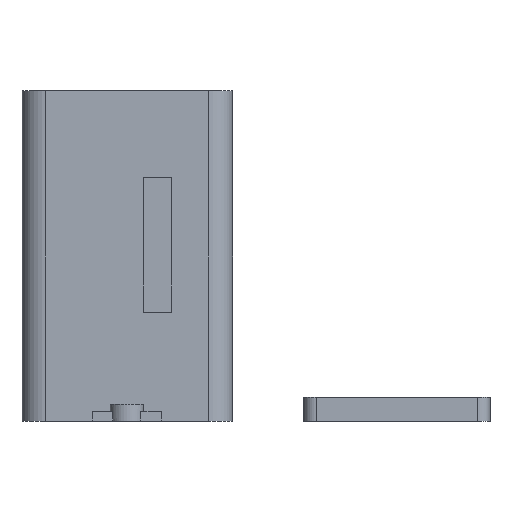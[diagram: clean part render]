
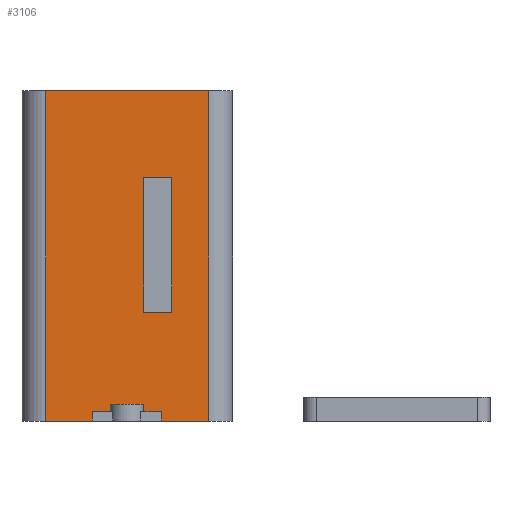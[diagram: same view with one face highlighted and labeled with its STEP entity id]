
A CAD part, left-side view. The second image highlights one B-rep face of the part: STEP entity #3106.
In plain terms, the highlighted planar face has unit normal (-1, 0, 0).
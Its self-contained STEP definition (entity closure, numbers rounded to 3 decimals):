
#61=FACE_BOUND('',#339,.T.);
#154=FACE_OUTER_BOUND('',#338,.T.);
#338=EDGE_LOOP('',(#2371,#2372,#2373,#2374));
#339=EDGE_LOOP('',(#2375,#2376,#2377,#2378));
#693=LINE('',#5087,#1041);
#701=LINE('',#5104,#1049);
#747=LINE('',#5252,#1095);
#748=LINE('',#5253,#1096);
#749=LINE('',#5256,#1097);
#750=LINE('',#5258,#1098);
#751=LINE('',#5260,#1099);
#752=LINE('',#5261,#1100);
#1041=VECTOR('',#3832,10.);
#1049=VECTOR('',#3844,1000.);
#1095=VECTOR('',#3952,10.);
#1096=VECTOR('',#3953,10.);
#1097=VECTOR('',#3954,1000.);
#1098=VECTOR('',#3955,10.);
#1099=VECTOR('',#3956,1000.);
#1100=VECTOR('',#3957,10.);
#1424=VERTEX_POINT('',#5080);
#1427=VERTEX_POINT('',#5085);
#1434=VERTEX_POINT('',#5103);
#1505=VERTEX_POINT('',#5251);
#1506=VERTEX_POINT('',#5254);
#1507=VERTEX_POINT('',#5255);
#1508=VERTEX_POINT('',#5257);
#1509=VERTEX_POINT('',#5259);
#1757=EDGE_CURVE('',#1427,#1424,#693,.T.);
#1765=EDGE_CURVE('',#1434,#1424,#701,.T.);
#1839=EDGE_CURVE('',#1427,#1505,#747,.T.);
#1840=EDGE_CURVE('',#1434,#1505,#748,.T.);
#1841=EDGE_CURVE('',#1506,#1507,#749,.T.);
#1842=EDGE_CURVE('',#1507,#1508,#750,.T.);
#1843=EDGE_CURVE('',#1508,#1509,#751,.T.);
#1844=EDGE_CURVE('',#1509,#1506,#752,.T.);
#2371=ORIENTED_EDGE('',*,*,#1757,.F.);
#2372=ORIENTED_EDGE('',*,*,#1839,.T.);
#2373=ORIENTED_EDGE('',*,*,#1840,.F.);
#2374=ORIENTED_EDGE('',*,*,#1765,.T.);
#2375=ORIENTED_EDGE('',*,*,#1841,.T.);
#2376=ORIENTED_EDGE('',*,*,#1842,.T.);
#2377=ORIENTED_EDGE('',*,*,#1843,.T.);
#2378=ORIENTED_EDGE('',*,*,#1844,.T.);
#2984=PLANE('',#3390);
#3106=ADVANCED_FACE('',(#154,#61),#2984,.T.);
#3390=AXIS2_PLACEMENT_3D('',#5250,#3950,#3951);
#3832=DIRECTION('',(0.,0.,-1.));
#3844=DIRECTION('',(0.,-1.,0.));
#3950=DIRECTION('center_axis',(-1.,0.,0.));
#3951=DIRECTION('ref_axis',(0.,0.,
-1.));
#3952=DIRECTION('',(0.,1.,0.));
#3953=DIRECTION('',(0.,0.,1.));
#3954=DIRECTION('',(0.,1.,0.));
#3955=DIRECTION('',(0.,0.,1.));
#3956=DIRECTION('',(0.,-1.,0.));
#3957=DIRECTION('',(0.,0.,-1.));
#5080=CARTESIAN_POINT('',(-36.245,-6.19,-1.605));
#5085=CARTESIAN_POINT('',(-36.245,-6.19,33.732));
#5087=CARTESIAN_POINT('',(-36.245,-6.19,6.28));
#5103=CARTESIAN_POINT('',(-36.245,11.282,-1.605));
#5104=CARTESIAN_POINT('',(-36.245,-1.203,-1.605));
#5250=CARTESIAN_POINT('Origin',(-36.245,-1.203,14.561));
#5251=CARTESIAN_POINT('',(-36.245,11.282,33.732));
#5252=CARTESIAN_POINT('',(-36.245,-6.2,33.732));
#5253=CARTESIAN_POINT('',(-36.245,11.282,6.28));
#5254=CARTESIAN_POINT('',(-36.245,-2.203,10.061));
#5255=CARTESIAN_POINT('',(-36.245,0.797,10.061));
#5256=CARTESIAN_POINT('',(-36.245,-2.203,10.061));
#5257=CARTESIAN_POINT('',(-36.245,0.797,24.442));
#5258=CARTESIAN_POINT('',(-36.245,0.797,12.311));
#5259=CARTESIAN_POINT('',(-36.245,-2.203,24.442));
#5260=CARTESIAN_POINT('',(-36.245,-0.703,24.442));
#5261=CARTESIAN_POINT('',(-36.245,-2.203,19.311));
